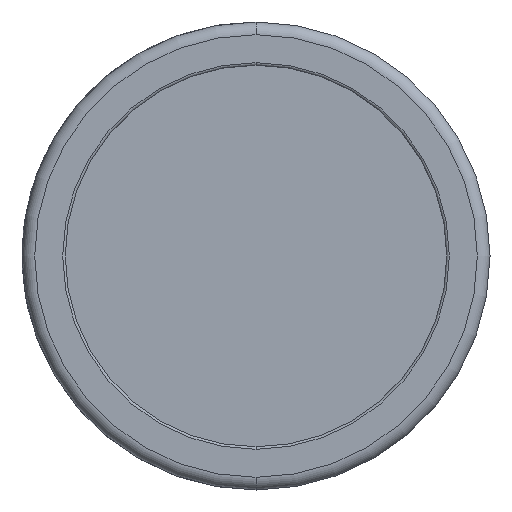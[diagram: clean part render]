
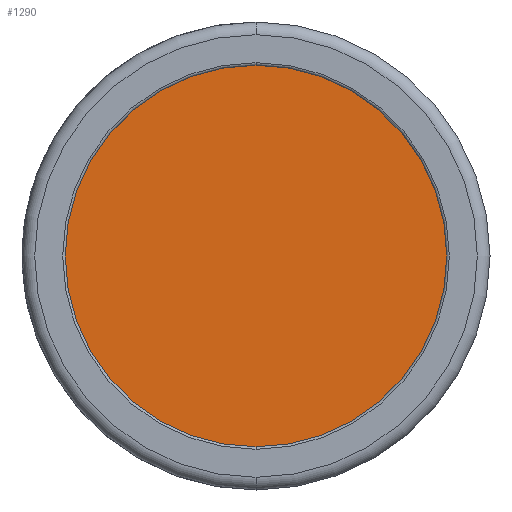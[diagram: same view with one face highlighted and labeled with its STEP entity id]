
A CAD part, front view. The second image highlights one B-rep face of the part: STEP entity #1290.
In plain terms, the highlighted planar face has unit normal (0, -1, 0).
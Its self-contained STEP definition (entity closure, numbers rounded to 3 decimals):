
#74 = DIRECTION ( 'NONE',  ( 0., 0., -1. ) ) ;
#81 = VERTEX_POINT ( 'NONE', #278 ) ;
#278 = CARTESIAN_POINT ( 'NONE',  ( 0., 0.1, -7.5 ) ) ;
#305 = ORIENTED_EDGE ( 'NONE', *, *, #528, .T. ) ;
#331 = PLANE ( 'NONE',  #672 ) ;
#367 = EDGE_CURVE ( 'NONE', #1109, #81, #707, .T. ) ;
#370 = AXIS2_PLACEMENT_3D ( 'NONE', #1135, #882, #1358 ) ;
#528 = EDGE_CURVE ( 'NONE', #81, #1109, #691, .T. ) ;
#563 = CARTESIAN_POINT ( 'NONE',  ( 0., 0.1, 0. ) ) ;
#672 = AXIS2_PLACEMENT_3D ( 'NONE', #563, #922, #1020 ) ;
#691 = CIRCLE ( 'NONE', #370, 7.5 ) ;
#698 = FACE_OUTER_BOUND ( 'NONE', #879, .T. ) ;
#707 = CIRCLE ( 'NONE', #1097, 7.5 ) ;
#879 = EDGE_LOOP ( 'NONE', ( #1101, #305 ) ) ;
#882 = DIRECTION ( 'NONE',  ( 0., -1., 0. ) ) ;
#904 = DIRECTION ( 'NONE',  ( 0., -1., 0. ) ) ;
#922 = DIRECTION ( 'NONE',  ( 0., -1., 0. ) ) ;
#933 = CARTESIAN_POINT ( 'NONE',  ( 0., 0.1, 0. ) ) ;
#1020 = DIRECTION ( 'NONE',  ( 0., 0., -1. ) ) ;
#1031 = CARTESIAN_POINT ( 'NONE',  ( 0., 0.1, 7.5 ) ) ;
#1097 = AXIS2_PLACEMENT_3D ( 'NONE', #933, #904, #74 ) ;
#1101 = ORIENTED_EDGE ( 'NONE', *, *, #367, .T. ) ;
#1109 = VERTEX_POINT ( 'NONE', #1031 ) ;
#1135 = CARTESIAN_POINT ( 'NONE',  ( 0., 0.1, 0. ) ) ;
#1290 = ADVANCED_FACE ( 'NONE', ( #698 ), #331, .T. ) ;
#1358 = DIRECTION ( 'NONE',  ( 0., 0., -1. ) ) ;
